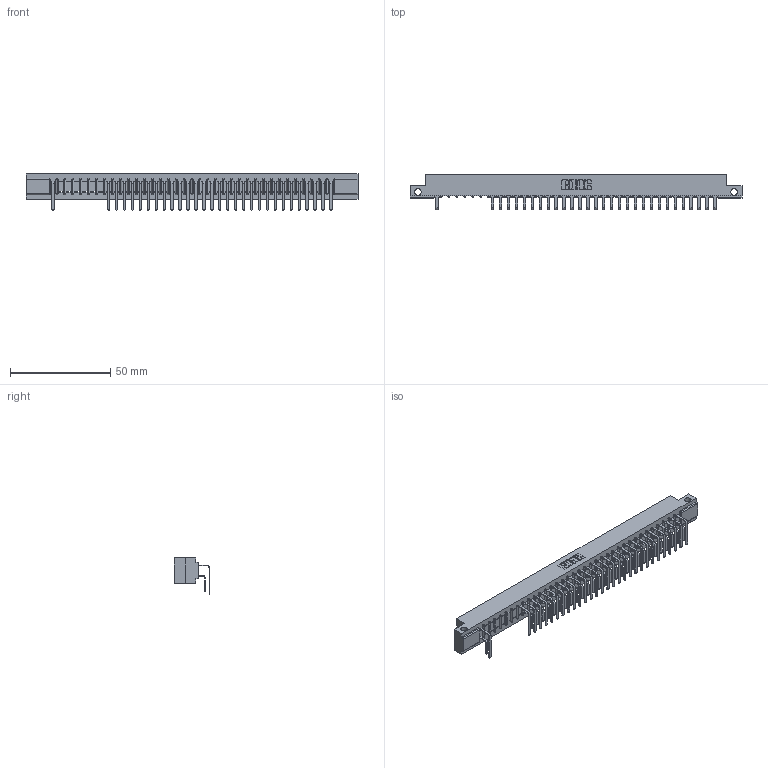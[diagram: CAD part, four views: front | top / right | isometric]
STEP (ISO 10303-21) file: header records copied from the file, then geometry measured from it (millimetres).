
FILE_DESCRIPTION (( 'STEP AP203' ), '1' );
FILE_NAME ('307-036-559-112.STEP', '2018-08-05T08:16:54', ( '' ), ( '' ), 'SwSTEP 2.0', 'SolidWorks 2016', '' );
FILE_SCHEMA (( 'CONFIG_CONTROL_DESIGN' ));
Length unit declared in the file: inch
Products named in the file (4): 307 Part_.128 Dia Side Mounting Holes; 307-290-001_558 559 - 1 (Single); 307-290-001_559 - 2 (Single); 307-036-559-112
Assembly tree (60 placements, depth 2):
  307-036-559-112
    307 Part_.128 Dia Side Mounting Holes
    307-290-001_558 559 - 1 (Single)  x29
    307-290-001_559 - 2 (Single)  x30
Bounding box: 165.66 x 17.69 x 18.07 mm (x, y, z)
Volume: 17526.1 mm3; surface area: 21737.9 mm2
Topology: 60 solids, 60 shells, 3235 faces, 9117 edges, 5898 vertices
Faces by surface type: plane 2095, cylinder 1066, sphere 74
Entity records: 33787 total; most frequent: CARTESIAN_POINT 5585, ORIENTED_EDGE 5546, DIRECTION 5459, EDGE_CURVE 2773, LINE 2123, VECTOR 2123, VERTEX_POINT 1794, AXIS2_PLACEMENT_3D 1668
